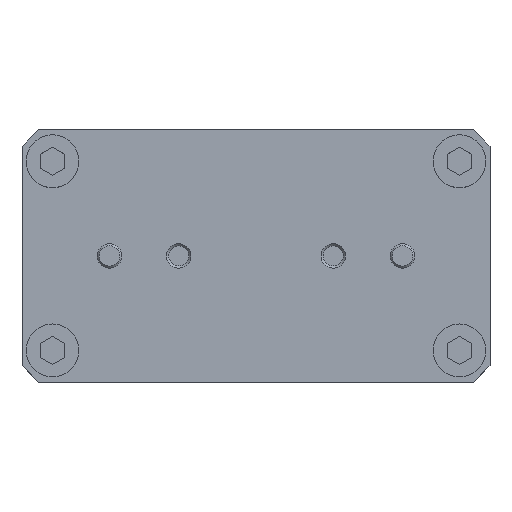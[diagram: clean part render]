
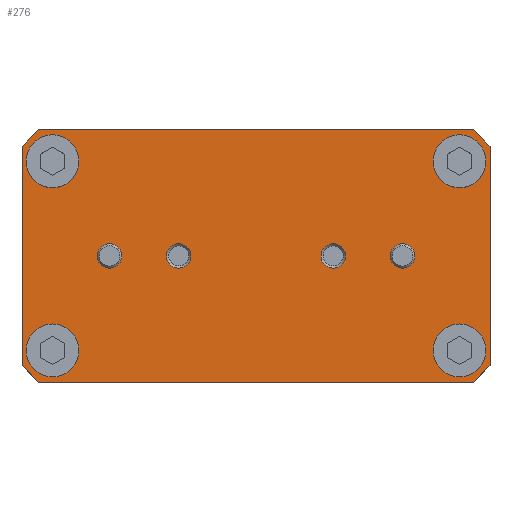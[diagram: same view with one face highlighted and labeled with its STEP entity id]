
A CAD part, top view. The second image highlights one B-rep face of the part: STEP entity #276.
In plain terms, the highlighted planar face has unit normal (0, 0, 1).
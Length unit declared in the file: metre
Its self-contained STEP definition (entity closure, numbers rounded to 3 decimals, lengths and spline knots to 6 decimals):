
#276 = ADVANCED_FACE( '', ( #620, #621, #622, #623, #624, #625, #626, #627, #628 ), #629, .F. );
#620 = FACE_BOUND( '', #1037, .T. );
#621 = FACE_BOUND( '', #1038, .T. );
#622 = FACE_BOUND( '', #1039, .T. );
#623 = FACE_BOUND( '', #1040, .T. );
#624 = FACE_BOUND( '', #1041, .T. );
#625 = FACE_BOUND( '', #1042, .T. );
#626 = FACE_BOUND( '', #1043, .T. );
#627 = FACE_BOUND( '', #1044, .T. );
#628 = FACE_OUTER_BOUND( '', #1045, .T. );
#629 = PLANE( '', #1046 );
#1037 = EDGE_LOOP( '', ( #1718 ) );
#1038 = EDGE_LOOP( '', ( #1719 ) );
#1039 = EDGE_LOOP( '', ( #1720 ) );
#1040 = EDGE_LOOP( '', ( #1721 ) );
#1041 = EDGE_LOOP( '', ( #1722 ) );
#1042 = EDGE_LOOP( '', ( #1723 ) );
#1043 = EDGE_LOOP( '', ( #1724 ) );
#1044 = EDGE_LOOP( '', ( #1725 ) );
#1045 = EDGE_LOOP( '', ( #1726, #1727, #1728, #1729, #1730, #1731, #1732, #1733 ) );
#1046 = AXIS2_PLACEMENT_3D( '', #1734, #1735, #1736 );
#1718 = ORIENTED_EDGE( '', *, *, #2090, .F. );
#1719 = ORIENTED_EDGE( '', *, *, #2287, .T. );
#1720 = ORIENTED_EDGE( '', *, *, #2288, .F. );
#1721 = ORIENTED_EDGE( '', *, *, #2166, .T. );
#1722 = ORIENTED_EDGE( '', *, *, #2156, .F. );
#1723 = ORIENTED_EDGE( '', *, *, #2289, .F. );
#1724 = ORIENTED_EDGE( '', *, *, #2208, .F. );
#1725 = ORIENTED_EDGE( '', *, *, #2190, .F. );
#1726 = ORIENTED_EDGE( '', *, *, #2147, .F. );
#1727 = ORIENTED_EDGE( '', *, *, #2290, .T. );
#1728 = ORIENTED_EDGE( '', *, *, #2291, .F. );
#1729 = ORIENTED_EDGE( '', *, *, #2150, .T. );
#1730 = ORIENTED_EDGE( '', *, *, #2282, .F. );
#1731 = ORIENTED_EDGE( '', *, *, #2055, .T. );
#1732 = ORIENTED_EDGE( '', *, *, #2229, .F. );
#1733 = ORIENTED_EDGE( '', *, *, #2292, .T. );
#1734 = CARTESIAN_POINT( '', ( -0.0575, 0.031, 0.011 ) );
#1735 = DIRECTION( '', ( 0., 0., -1. ) );
#1736 = DIRECTION( '', ( 0., 1., 0. ) );
#2055 = EDGE_CURVE( '', #2363, #2364, #2365, .F. );
#2090 = EDGE_CURVE( '', #2428, #2428, #2429, .T. );
#2147 = EDGE_CURVE( '', #2518, #2520, #2521, .T. );
#2150 = EDGE_CURVE( '', #2524, #2525, #2526, .F. );
#2156 = EDGE_CURVE( '', #2535, #2535, #2536, .T. );
#2166 = EDGE_CURVE( '', #2550, #2550, #2551, .T. );
#2190 = EDGE_CURVE( '', #2590, #2590, #2591, .T. );
#2208 = EDGE_CURVE( '', #2617, #2617, #2618, .T. );
#2229 = EDGE_CURVE( '', #2647, #2364, #2648, .T. );
#2282 = EDGE_CURVE( '', #2363, #2525, #2722, .T. );
#2287 = EDGE_CURVE( '', #2728, #2728, #2729, .T. );
#2288 = EDGE_CURVE( '', #2730, #2730, #2731, .T. );
#2289 = EDGE_CURVE( '', #2732, #2732, #2733, .T. );
#2290 = EDGE_CURVE( '', #2518, #2734, #2735, .F. );
#2291 = EDGE_CURVE( '', #2524, #2734, #2736, .T. );
#2292 = EDGE_CURVE( '', #2647, #2520, #2737, .F. );
#2363 = VERTEX_POINT( '', #2821 );
#2364 = VERTEX_POINT( '', #2822 );
#2365 = LINE( '', #2823, #2824 );
#2428 = VERTEX_POINT( '', #2914 );
#2429 = CIRCLE( '', #2915, 0.003 );
#2518 = VERTEX_POINT( '', #3102 );
#2520 = VERTEX_POINT( '', #3105 );
#2521 = LINE( '', #3106, #3107 );
#2524 = VERTEX_POINT( '', #3111 );
#2525 = VERTEX_POINT( '', #3112 );
#2526 = LINE( '', #3113, #3114 );
#2535 = VERTEX_POINT( '', #3159 );
#2536 = CIRCLE( '', #3160, 0.004 );
#2550 = VERTEX_POINT( '', #3176 );
#2551 = CIRCLE( '', #3177, 0.003 );
#2590 = VERTEX_POINT( '', #3258 );
#2591 = CIRCLE( '', #3259, 0.004 );
#2617 = VERTEX_POINT( '', #3324 );
#2618 = CIRCLE( '', #3325, 0.004 );
#2647 = VERTEX_POINT( '', #3362 );
#2648 = LINE( '', #3363, #3364 );
#2722 = LINE( '', #3490, #3491 );
#2728 = VERTEX_POINT( '', #3498 );
#2729 = CIRCLE( '', #3499, 0.003 );
#2730 = VERTEX_POINT( '', #3500 );
#2731 = CIRCLE( '', #3501, 0.003 );
#2732 = VERTEX_POINT( '', #3502 );
#2733 = CIRCLE( '', #3503, 0.004 );
#2734 = VERTEX_POINT( '', #3504 );
#2735 = LINE( '', #3505, #3506 );
#2736 = LINE( '', #3507, #3508 );
#2737 = LINE( '', #3509, #3510 );
#2821 = CARTESIAN_POINT( '', ( 0.0535, -0.031, 0.011 ) );
#2822 = CARTESIAN_POINT( '', ( 0.0575, -0.027, 0.011 ) );
#2823 = CARTESIAN_POINT( '', ( 0.0575, -0.027, 0.011 ) );
#2824 = VECTOR( '', #3608, 1. );
#2914 = CARTESIAN_POINT( '', ( -0.016, 0., 0.011 ) );
#2915 = AXIS2_PLACEMENT_3D( '', #3642, #3643, #3644 );
#3102 = CARTESIAN_POINT( '', ( -0.0535, 0.031, 0.011 ) );
#3105 = CARTESIAN_POINT( '', ( 0.0535, 0.031, 0.011 ) );
#3106 = CARTESIAN_POINT( '', ( -0.0575, 0.031, 0.011 ) );
#3107 = VECTOR( '', #3696, 1. );
#3111 = CARTESIAN_POINT( '', ( -0.0575, -0.027, 0.011 ) );
#3112 = CARTESIAN_POINT( '', ( -0.0535, -0.031, 0.011 ) );
#3113 = CARTESIAN_POINT( '', ( -0.0535, -0.031, 0.011 ) );
#3114 = VECTOR( '', #3698, 1. );
#3159 = CARTESIAN_POINT( '', ( -0.046, -0.02325, 0.011 ) );
#3160 = AXIS2_PLACEMENT_3D( '', #3702, #3703, #3704 );
#3176 = CARTESIAN_POINT( '', ( 0.033, 0., 0.011 ) );
#3177 = AXIS2_PLACEMENT_3D( '', #3716, #3717, #3718 );
#3258 = CARTESIAN_POINT( '', ( 0.054, 0.02325, 0.011 ) );
#3259 = AXIS2_PLACEMENT_3D( '', #3746, #3747, #3748 );
#3324 = CARTESIAN_POINT( '', ( -0.046, 0.02325, 0.011 ) );
#3325 = AXIS2_PLACEMENT_3D( '', #3767, #3768, #3769 );
#3362 = CARTESIAN_POINT( '', ( 0.0575, 0.027, 0.011 ) );
#3363 = CARTESIAN_POINT( '', ( 0.0575, 0.031, 0.011 ) );
#3364 = VECTOR( '', #3790, 1. );
#3490 = CARTESIAN_POINT( '', ( 0.0575, -0.031, 0.011 ) );
#3491 = VECTOR( '', #3846, 1. );
#3498 = CARTESIAN_POINT( '', ( 0.016, 0., 0.011 ) );
#3499 = AXIS2_PLACEMENT_3D( '', #3851, #3852, #3853 );
#3500 = CARTESIAN_POINT( '', ( -0.033, 0., 0.011 ) );
#3501 = AXIS2_PLACEMENT_3D( '', #3854, #3855, #3856 );
#3502 = CARTESIAN_POINT( '', ( 0.046, -0.02325, 0.011 ) );
#3503 = AXIS2_PLACEMENT_3D( '', #3857, #3858, #3859 );
#3504 = CARTESIAN_POINT( '', ( -0.0575, 0.027, 0.011 ) );
#3505 = CARTESIAN_POINT( '', ( -0.0575, 0.027, 0.011 ) );
#3506 = VECTOR( '', #3860, 1. );
#3507 = CARTESIAN_POINT( '', ( -0.0575, -0.031, 0.011 ) );
#3508 = VECTOR( '', #3861, 1. );
#3509 = CARTESIAN_POINT( '', ( 0.0535, 0.031, 0.011 ) );
#3510 = VECTOR( '', #3862, 1. );
#3608 = DIRECTION( '', ( -0.707, -0.707, 0. ) );
#3642 = CARTESIAN_POINT( '', ( -0.019, 0., 0.011 ) );
#3643 = DIRECTION( '', ( 0., 0., 1. ) );
#3644 = DIRECTION( '', ( 1., 0., 0. ) );
#3696 = DIRECTION( '', ( 1., 0., 0. ) );
#3698 = DIRECTION( '', ( -0.707, 0.707, 0. ) );
#3702 = CARTESIAN_POINT( '', ( -0.05, -0.02325, 0.011 ) );
#3703 = DIRECTION( '', ( 0., 0., 1. ) );
#3704 = DIRECTION( '', ( 1., 0., 0. ) );
#3716 = CARTESIAN_POINT( '', ( 0.036, 0., 0.011 ) );
#3717 = DIRECTION( '', ( 0., 0., -1. ) );
#3718 = DIRECTION( '', ( -1., 0., 0. ) );
#3746 = CARTESIAN_POINT( '', ( 0.05, 0.02325, 0.011 ) );
#3747 = DIRECTION( '', ( 0., 0., 1. ) );
#3748 = DIRECTION( '', ( 1., 0., 0. ) );
#3767 = CARTESIAN_POINT( '', ( -0.05, 0.02325, 0.011 ) );
#3768 = DIRECTION( '', ( 0., 0., 1. ) );
#3769 = DIRECTION( '', ( 1., 0., 0. ) );
#3790 = DIRECTION( '', ( 0., -1., 0. ) );
#3846 = DIRECTION( '', ( -1., 0., 0. ) );
#3851 = CARTESIAN_POINT( '', ( 0.019, 0., 0.011 ) );
#3852 = DIRECTION( '', ( 0., 0., -1. ) );
#3853 = DIRECTION( '', ( -1., 0., 0. ) );
#3854 = CARTESIAN_POINT( '', ( -0.036, 0., 0.011 ) );
#3855 = DIRECTION( '', ( 0., 0., 1. ) );
#3856 = DIRECTION( '', ( 1., 0., 0. ) );
#3857 = CARTESIAN_POINT( '', ( 0.05, -0.02325, 0.011 ) );
#3858 = DIRECTION( '', ( 0., 0., 1. ) );
#3859 = DIRECTION( '', ( -1., 0., 0. ) );
#3860 = DIRECTION( '', ( 0.707, 0.707, 0. ) );
#3861 = DIRECTION( '', ( 0., 1., 0. ) );
#3862 = DIRECTION( '', ( 0.707, -0.707, 0. ) );
